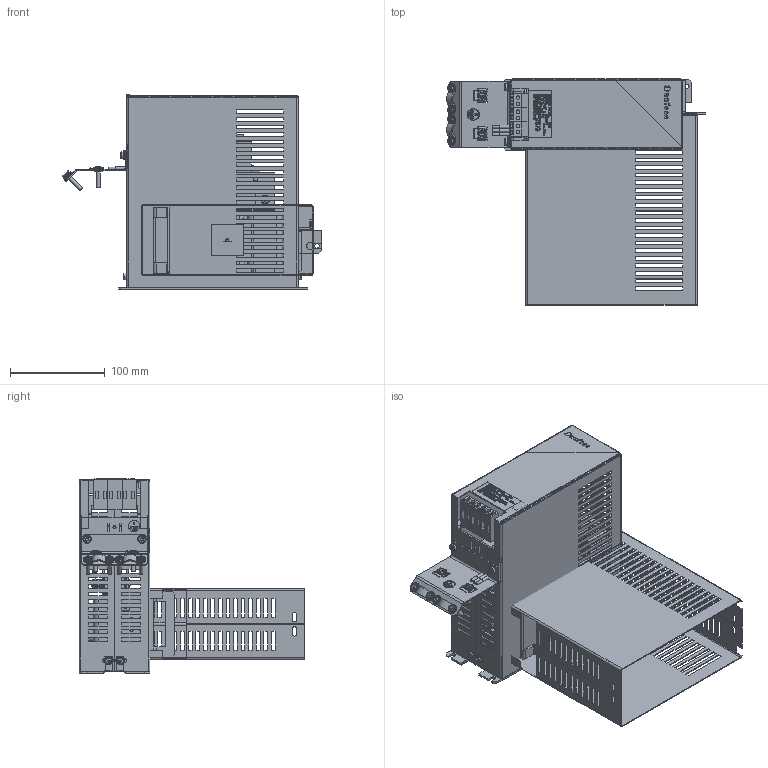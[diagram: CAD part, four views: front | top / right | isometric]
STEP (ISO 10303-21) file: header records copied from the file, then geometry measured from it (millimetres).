
FILE_DESCRIPTION( ( 'Unknown' ), '1' );
FILE_NAME( 'FS21148-2,5-99.stp', 'Unknown', ( 'Unknown' ), ( 'Unknown' ), 'XStep 1.0', 'Unknown', ' ' );
FILE_SCHEMA( ( 'CONFIG_CONTROL_DESIGN' ) );
Length unit declared in the file: millimetre
Products named in the file (69): Assem1; Assem2; Assem3; Assem4; 1; 2; 3; 4; 5; 6; 7; 8; 9; 10; 11; 12; 13; 14; 15; 16; 17; 18; 19; 20; 21; 22; 23; 24; 25; 26; 27; 28; 29; 30; 31; 32; 33; 34; 35; 36 ...
Bounding box: 274.71 x 239 x 206.2 mm (x, y, z)
Volume: 1591623 mm3; surface area: 1155471 mm2
Topology: 198 solids, 198 shells, 7974 faces, 19965 edges, 13259 vertices
Faces by surface type: plane 5493, extrusion 1366, cylinder 1017, cone 79, sphere 11, torus 8
Full cylindrical faces by diameter (mm): 0.3 x2, 0.4 x12, 2.75 x6, 2.887 x4, 3.2 x13, 3.242 x8, 3.3 x46, 3.8 x12, 4 x38, 4.1 x9, 4.3 x26, 4.5 x40, 6.5 x5, 7.5 x12, 7.7 x4, 8 x11, 8.1 x6, 8.8 x4, 9 x21, 10 x7, 12 x5
Entity records: 148575 total; most frequent: CARTESIAN_POINT 67777, ORIENTED_EDGE 16314, DIRECTION 13175, EDGE_CURVE 8157, VECTOR 5793, VERTEX_POINT 5594, LINE 5110, EDGE_LOOP 4573
